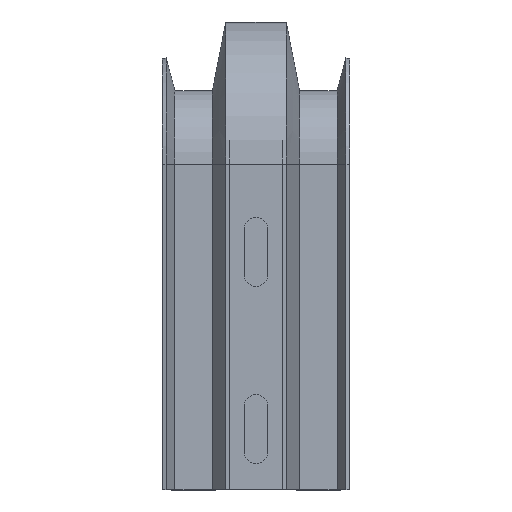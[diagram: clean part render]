
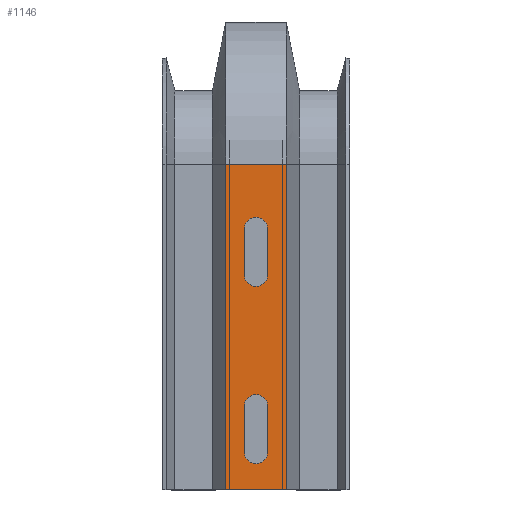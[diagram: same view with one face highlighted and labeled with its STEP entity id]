
A CAD part, top view. The second image highlights one B-rep face of the part: STEP entity #1146.
In plain terms, the highlighted planar face has unit normal (0, 0, 1).
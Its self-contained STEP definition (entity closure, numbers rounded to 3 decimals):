
#68=FACE_OUTER_BOUND('',#134,.T.);
#134=EDGE_LOOP('',(#865,#866,#867,#868));
#230=LINE('',#1839,#358);
#231=LINE('',#1842,#359);
#232=LINE('',#1844,#360);
#233=LINE('',#1845,#361);
#358=VECTOR('',#1461,1.);
#359=VECTOR('',#1464,1.);
#360=VECTOR('',#1465,1.);
#361=VECTOR('',#1466,1.);
#539=VERTEX_POINT('',#1835);
#540=VERTEX_POINT('',#1837);
#541=VERTEX_POINT('',#1841);
#542=VERTEX_POINT('',#1843);
#678=EDGE_CURVE('',#539,#540,#230,.T.);
#679=EDGE_CURVE('',#541,#539,#231,.T.);
#680=EDGE_CURVE('',#542,#540,#232,.T.);
#681=EDGE_CURVE('',#541,#542,#233,.T.);
#865=ORIENTED_EDGE('',*,*,#679,.T.);
#866=ORIENTED_EDGE('',*,*,#678,.T.);
#867=ORIENTED_EDGE('',*,*,#680,.F.);
#868=ORIENTED_EDGE('',*,*,#681,.F.);
#1096=PLANE('',#1261);
#1146=ADVANCED_FACE('',(#68),#1096,.T.);
#1261=AXIS2_PLACEMENT_3D('',#1840,#1462,#1463);
#1461=DIRECTION('',(0.,-1.,0.));
#1462=DIRECTION('center_axis',(0.,0.,1.));
#1463=DIRECTION('ref_axis',(-1.,0.,0.));
#1464=DIRECTION('',(-1.,0.,0.));
#1465=DIRECTION('',(-1.,0.,0.));
#1466=DIRECTION('',(0.,-1.,0.));
#1835=CARTESIAN_POINT('',(110.625,31.665,378.5));
#1837=CARTESIAN_POINT('',(110.625,-86.335,378.5));
#1839=CARTESIAN_POINT('',(110.625,31.665,378.5));
#1840=CARTESIAN_POINT('Origin',(132.571,31.665,378.5));
#1841=CARTESIAN_POINT('',(132.571,31.665,378.5));
#1842=CARTESIAN_POINT('',(110.625,31.665,378.5));
#1843=CARTESIAN_POINT('',(132.571,-86.335,378.5));
#1844=CARTESIAN_POINT('',(110.625,-86.335,378.5));
#1845=CARTESIAN_POINT('',(132.571,31.665,378.5));
